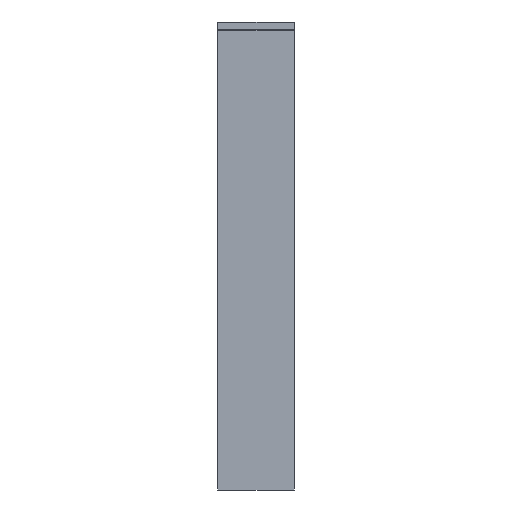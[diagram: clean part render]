
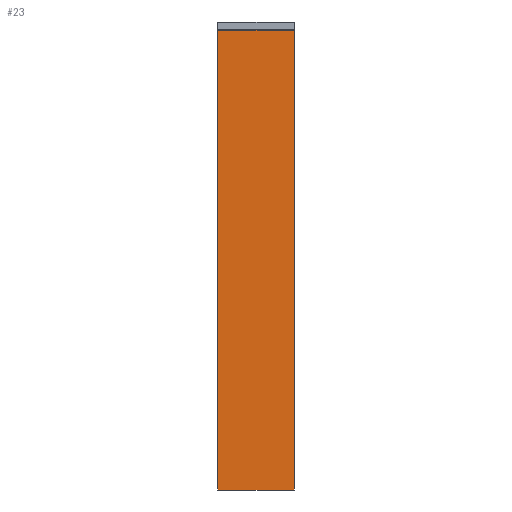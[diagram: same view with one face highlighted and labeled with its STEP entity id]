
A CAD part, front view. The second image highlights one B-rep face of the part: STEP entity #23.
In plain terms, the highlighted planar face has unit normal (0, -1, 0).
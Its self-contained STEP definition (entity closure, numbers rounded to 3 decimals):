
#23=ADVANCED_FACE('',(#112),#1309,.T.);
#112=FACE_OUTER_BOUND('',#201,.T.);
#201=EDGE_LOOP('',(#319,#320,#321,#322));
#319=ORIENTED_EDGE('',*,*,#728,.F.);
#320=ORIENTED_EDGE('',*,*,#727,.F.);
#321=ORIENTED_EDGE('',*,*,#726,.F.);
#322=ORIENTED_EDGE('',*,*,#725,.F.);
#725=EDGE_CURVE('',#1145,#1148,#985,.T.);
#726=EDGE_CURVE('',#1148,#1149,#986,.T.);
#727=EDGE_CURVE('',#1149,#1146,#987,.T.);
#728=EDGE_CURVE('',#1146,#1145,#988,.T.);
#985=B_SPLINE_CURVE_WITH_KNOTS('',1,(#3639,#3640),.UNSPECIFIED.,.F.,.F.,
(2,2),(0.,496.),.UNSPECIFIED.);
#986=B_SPLINE_CURVE_WITH_KNOTS('',1,(#3641,#3642),.UNSPECIFIED.,.F.,.F.,
(2,2),(-2995.555,0.),.UNSPECIFIED.);
#987=B_SPLINE_CURVE_WITH_KNOTS('',1,(#3643,#3644),.UNSPECIFIED.,.F.,.F.,
(2,2),(0.,496.),.UNSPECIFIED.);
#988=B_SPLINE_CURVE_WITH_KNOTS('',1,(#3645,#3646),.UNSPECIFIED.,.F.,.F.,
(2,2),(0.,2995.555),.UNSPECIFIED.);
#1145=VERTEX_POINT('',#3439);
#1146=VERTEX_POINT('',#3440);
#1148=VERTEX_POINT('',#3442);
#1149=VERTEX_POINT('',#3443);
#1309=PLANE('',#1361);
#1361=AXIS2_PLACEMENT_3D('',#1599,#1396,$);
#1396=DIRECTION('',(0.,-1.,0.));
#1599=CARTESIAN_POINT('',(501.313,0.,-303.269));
#3439=CARTESIAN_POINT('',(-48.,0.,2995.555));
#3440=CARTESIAN_POINT('',(-48.,0.,0.));
#3442=CARTESIAN_POINT('',(448.,0.,2995.555));
#3443=CARTESIAN_POINT('',(448.,0.,0.));
#3639=CARTESIAN_POINT('',(-48.,0.,2995.555));
#3640=CARTESIAN_POINT('',(448.,0.,2995.555));
#3641=CARTESIAN_POINT('',(448.,0.,2995.555));
#3642=CARTESIAN_POINT('',(448.,0.,0.));
#3643=CARTESIAN_POINT('',(448.,0.,0.));
#3644=CARTESIAN_POINT('',(-48.,0.,0.));
#3645=CARTESIAN_POINT('',(-48.,0.,0.));
#3646=CARTESIAN_POINT('',(-48.,0.,2995.555));
